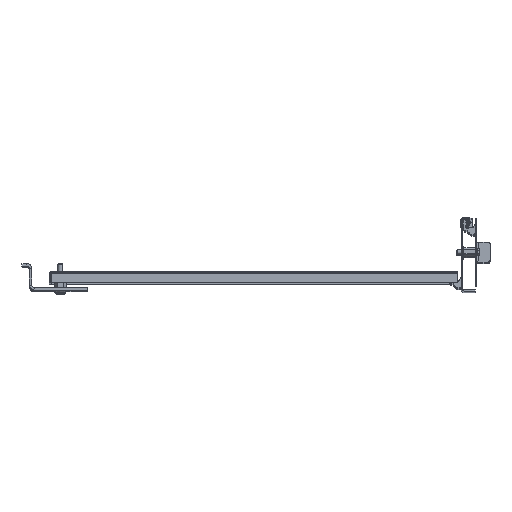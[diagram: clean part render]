
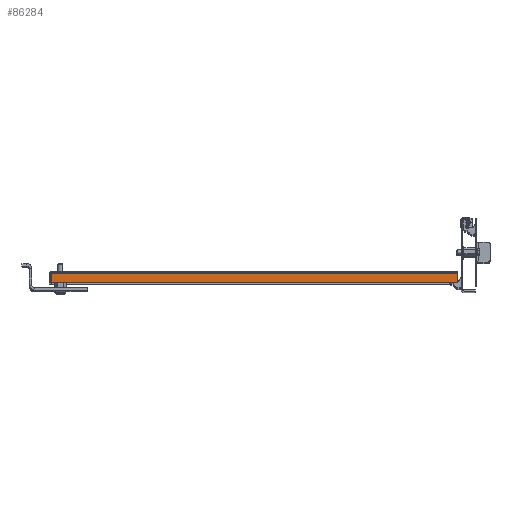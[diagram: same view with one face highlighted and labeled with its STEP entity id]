
A CAD part, top view. The second image highlights one B-rep face of the part: STEP entity #86284.
In plain terms, the highlighted planar face has unit normal (0, 0, 1).
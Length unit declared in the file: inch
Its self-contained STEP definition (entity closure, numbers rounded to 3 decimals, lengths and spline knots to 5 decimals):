
#279 = VERTEX_POINT ( 'NONE', #53572 ) ;
#1622 = ORIENTED_EDGE ( 'NONE', *, *, #84506, .F. ) ;
#7665 = AXIS2_PLACEMENT_3D ( 'NONE', #10824, #27463, #71214 ) ;
#10824 = CARTESIAN_POINT ( 'NONE',  ( 0., -0.854, 39. ) ) ;
#12386 = VERTEX_POINT ( 'NONE', #59474 ) ;
#19747 = LINE ( 'NONE', #93881, #57634 ) ;
#20950 = EDGE_LOOP ( 'NONE', ( #37326, #31814, #1622, #29151 ) ) ;
#24707 = DIRECTION ( 'NONE',  ( 0., -1., 0. ) ) ;
#24757 = LINE ( 'NONE', #76813, #60485 ) ;
#26119 = DIRECTION ( 'NONE',  ( 0., -1., 0. ) ) ;
#27463 = DIRECTION ( 'NONE',  ( 0., 0., 1. ) ) ;
#28757 = VERTEX_POINT ( 'NONE', #36606 ) ;
#29151 = ORIENTED_EDGE ( 'NONE', *, *, #82707, .F. ) ;
#31814 = ORIENTED_EDGE ( 'NONE', *, *, #55880, .T. ) ;
#36606 = CARTESIAN_POINT ( 'NONE',  ( 0.1378, -0.1378, 39. ) ) ;
#37326 = ORIENTED_EDGE ( 'NONE', *, *, #51754, .T. ) ;
#41266 = PLANE ( 'NONE',  #7665 ) ;
#43607 = DIRECTION ( 'NONE',  ( 1., 0., 0. ) ) ;
#45897 = DIRECTION ( 'NONE',  ( 1., 0., 0. ) ) ;
#46326 = CARTESIAN_POINT ( 'NONE',  ( 0.1378, -0.854, 39. ) ) ;
#51754 = EDGE_CURVE ( 'NONE', #28757, #92693, #83142, .T. ) ;
#52406 = CARTESIAN_POINT ( 'NONE',  ( 0., -0.854, 39. ) ) ;
#53572 = CARTESIAN_POINT ( 'NONE',  ( 30.8125, -0.1378, 39. ) ) ;
#55880 = EDGE_CURVE ( 'NONE', #92693, #12386, #66182, .T. ) ;
#56695 = VECTOR ( 'NONE', #24707, 39.37008 ) ;
#56934 = FACE_OUTER_BOUND ( 'NONE', #20950, .T. ) ;
#57634 = VECTOR ( 'NONE', #26119, 39.37008 ) ;
#59474 = CARTESIAN_POINT ( 'NONE',  ( 30.8125, -0.854, 39. ) ) ;
#60485 = VECTOR ( 'NONE', #45897, 39.37008 ) ;
#66182 = LINE ( 'NONE', #52406, #79193 ) ;
#71214 = DIRECTION ( 'NONE',  ( 1., 0., 0. ) ) ;
#76813 = CARTESIAN_POINT ( 'NONE',  ( 0., -0.1378, 39. ) ) ;
#79193 = VECTOR ( 'NONE', #43607, 39.37008 ) ;
#80532 = CARTESIAN_POINT ( 'NONE',  ( 0.1378, -0.854, 39. ) ) ;
#82707 = EDGE_CURVE ( 'NONE', #28757, #279, #24757, .T. ) ;
#83142 = LINE ( 'NONE', #46326, #56695 ) ;
#84506 = EDGE_CURVE ( 'NONE', #279, #12386, #19747, .T. ) ;
#86284 = ADVANCED_FACE ( 'NONE', ( #56934 ), #41266, .T. ) ;
#92693 = VERTEX_POINT ( 'NONE', #80532 ) ;
#93881 = CARTESIAN_POINT ( 'NONE',  ( 30.8125, -0.854, 39. ) ) ;
